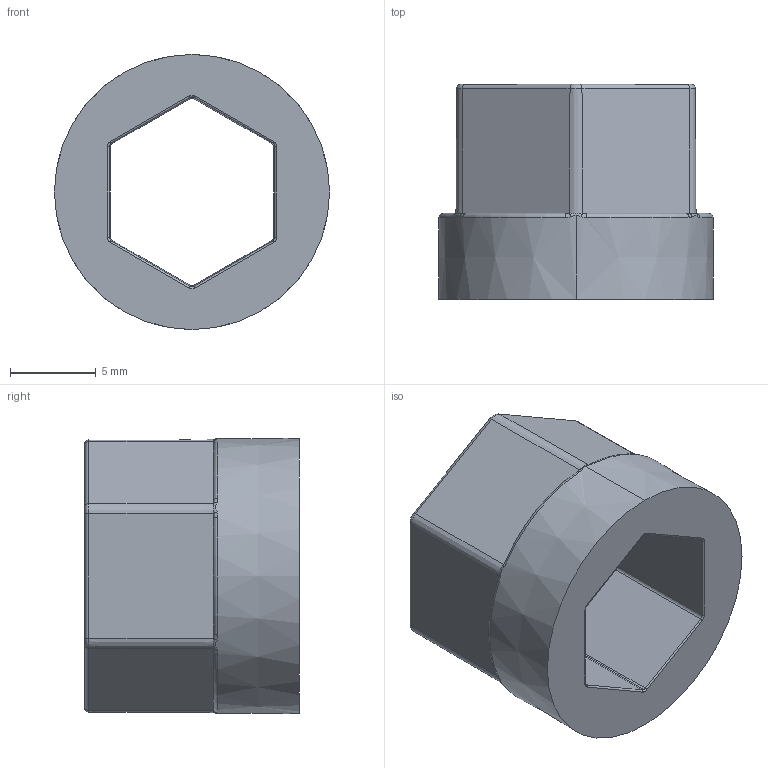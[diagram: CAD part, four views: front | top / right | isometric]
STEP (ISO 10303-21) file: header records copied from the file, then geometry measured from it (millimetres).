
FILE_DESCRIPTION (( 'STEP AP203' ), '1' );
FILE_NAME ('am-3905 14mm Hex to 375in Hex.STEP', '2022-05-23T19:11:40', ( '' ), ( '' ), 'SwSTEP 2.0', 'SolidWorks 2021', '' );
FILE_SCHEMA (( 'CONFIG_CONTROL_DESIGN' ));
Length unit declared in the file: millimetre
Products named in the file (1): am-3905 14mm Hex to 375in Hex
Bounding box: 16 x 12.5 x 16 mm (x, y, z)
Volume: 1267.9 mm3; surface area: 1251.2 mm2
Topology: 1 solids, 1 shells, 86 faces, 203 edges, 119 vertices
Faces by surface type: torus 20, plane 20, bspline 18, cone 16, cylinder 12
Entity records: 2839 total; most frequent: CARTESIAN_POINT 835, DIRECTION 416, ORIENTED_EDGE 406, EDGE_CURVE 203, AXIS2_PLACEMENT_3D 170, VERTEX_POINT 119, CIRCLE 101, EDGE_LOOP 88
